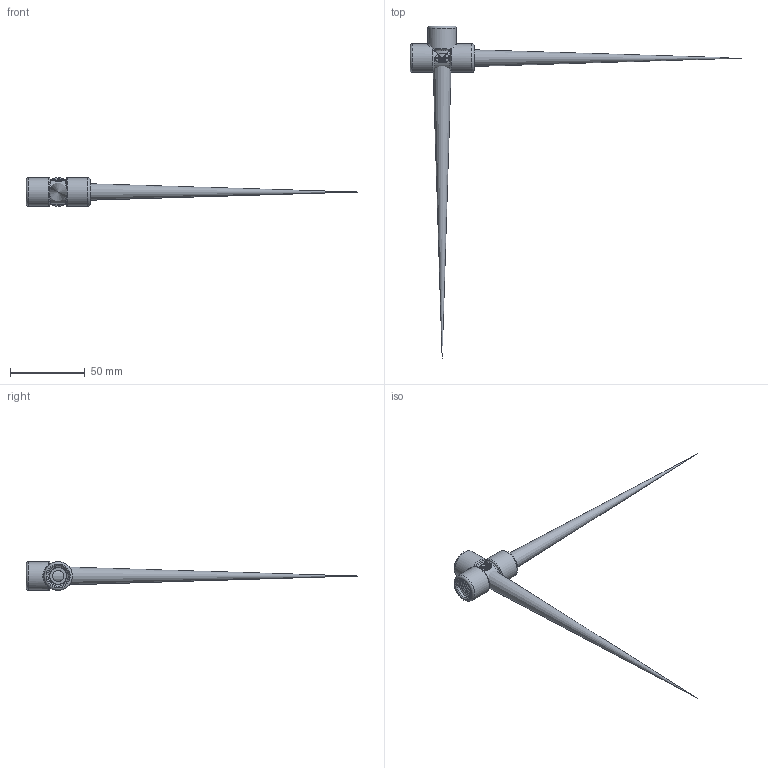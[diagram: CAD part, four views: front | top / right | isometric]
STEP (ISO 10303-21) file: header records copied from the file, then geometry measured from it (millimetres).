
FILE_DESCRIPTION(/* description */ ('1/4" TEE'),/* implementation_level */ '2;1');
FILE_NAME(/* name */ 'TEE025.stp',/* time_stamp */ '2018-07-30T11:39:06-04:00',/* author */ ('DLC'),/* organization */ (''),/* preprocessor_version */ 'ST-DEVELOPER v17',/* originating_system */ 'Autodesk Inventor 2018',/* authorisation */ '');
FILE_SCHEMA (('AUTOMOTIVE_DESIGN { 1 0 10303 214 3 1 1 }'));
Length unit declared in the file: inch
Products named in the file (2): TEE025; TEE025U
Assembly tree (1 placements, depth 2):
  TEE025
    TEE025U
Bounding box: 221.44 x 221.44 x 19.05 mm (x, y, z)
Volume: 9357.5 mm3; surface area: 23830.3 mm2
Topology: 1 solids, 1 shells, 409 faces, 1108 edges, 718 vertices
Faces by surface type: bspline 167, plane 141, cylinder 50, cone 36, torus 11, sphere 4
Full cylindrical faces by diameter (mm): 7.569 x2, 19.05 x3
Entity records: 22167 total; most frequent: CARTESIAN_POINT 12901, ORIENTED_EDGE 2184, DIRECTION 1466, EDGE_CURVE 1092, VERTEX_POINT 714, AXIS2_PLACEMENT_3D 512, EDGE_LOOP 442, LINE 442
